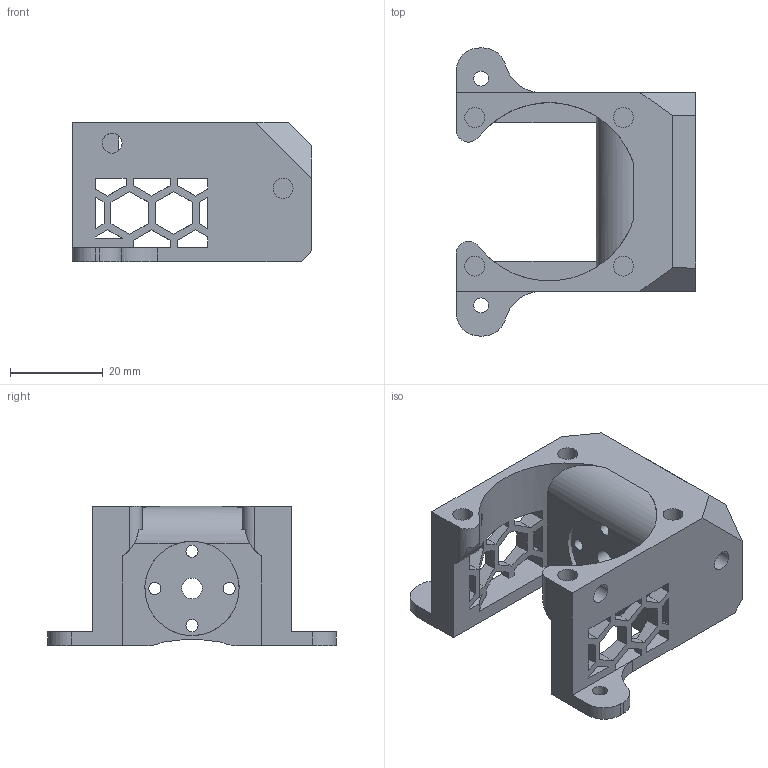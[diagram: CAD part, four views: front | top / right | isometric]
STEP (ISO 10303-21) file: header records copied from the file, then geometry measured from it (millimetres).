
FILE_DESCRIPTION(/* description */ ('STEP AP242','CAx-IF Rec.Pracs.---Representation and Presentation of Product Manufacturing Information (PMI)---4.0---2014-10-13','CAx-IF Rec.Pracs.---3D Tessellated Geometry---0.4---2014-09-14','2;1'),/* implementation_level */ '2;1');
FILE_NAME(/* name */ '67ee85669a6cfe114fe41d9f',/* time_stamp */ '2025-04-03T12:56:07Z',/* author */ (''),/* organization */ (''),/* preprocessor_version */ 'ST-DEVELOPER v20',/* originating_system */ 'ONSHAPE BY PTC INC, 1.195',/* authorisation */ ' ');
FILE_SCHEMA (('AP242_MANAGED_MODEL_BASED_3D_ENGINEERING_MIM_LF { 1 0 10303 442 1 1 4 }'));
Length unit declared in the file: metre
Products named in the file (1): Hotend Adapter - Rapido HF
Bounding box: 51.6 x 62 x 29.94 mm (x, y, z)
Volume: 30242.5 mm3; surface area: 12901.1 mm2
Topology: 1 solids, 1 shells, 181 faces, 532 edges, 354 vertices
Faces by surface type: plane 136, cylinder 41, cone 4
Full cylindrical faces by diameter (mm): 2.6 x4, 3.2 x2, 4.3 x10, 4.45 x1, 4.5 x3, 20.3 x1
Entity records: 5996 total; most frequent: CARTESIAN_POINT 1081, ORIENTED_EDGE 996, DIRECTION 991, EDGE_CURVE 498, LINE 347, VECTOR 347, VERTEX_POINT 345, AXIS2_PLACEMENT_3D 322
